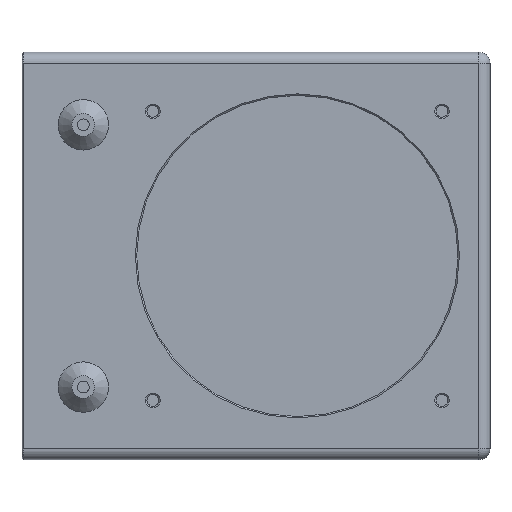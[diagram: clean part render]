
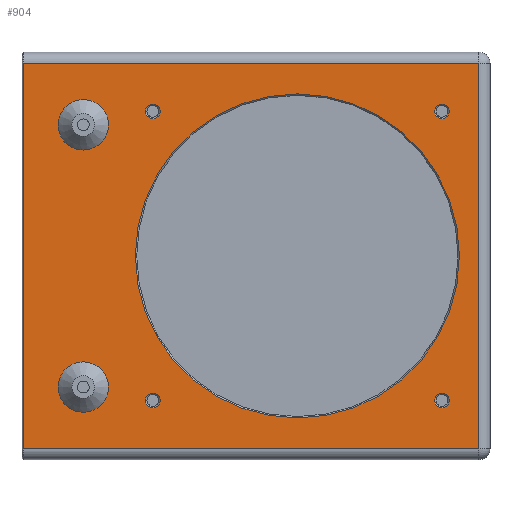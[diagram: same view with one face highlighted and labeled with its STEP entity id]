
A CAD part, top view. The second image highlights one B-rep face of the part: STEP entity #904.
In plain terms, the highlighted planar face has unit normal (0, 0, 1).
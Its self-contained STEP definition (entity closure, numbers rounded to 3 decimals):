
#23=FACE_BOUND('',#208,.T.);
#24=FACE_BOUND('',#209,.T.);
#25=FACE_BOUND('',#210,.T.);
#26=FACE_BOUND('',#211,.T.);
#27=FACE_BOUND('',#212,.T.);
#28=FACE_BOUND('',#213,.T.);
#29=FACE_BOUND('',#214,.T.);
#73=CIRCLE('',#992,2.65);
#74=CIRCLE('',#993,2.65);
#75=CIRCLE('',#994,2.65);
#76=CIRCLE('',#995,9.15);
#77=CIRCLE('',#996,9.15);
#78=CIRCLE('',#997,58.85);
#79=CIRCLE('',#998,2.65);
#144=FACE_OUTER_BOUND('',#207,.T.);
#207=EDGE_LOOP('',(#660,#661,#662,#663));
#208=EDGE_LOOP('',(#664));
#209=EDGE_LOOP('',(#665));
#210=EDGE_LOOP('',(#666));
#211=EDGE_LOOP('',(#667));
#212=EDGE_LOOP('',(#668));
#213=EDGE_LOOP('',(#669));
#214=EDGE_LOOP('',(#670));
#279=LINE('',#1412,#347);
#298=LINE('',#1467,#366);
#299=LINE('',#1471,#367);
#300=LINE('',#1472,#368);
#347=VECTOR('',#1097,10.);
#366=VECTOR('',#1154,10.);
#367=VECTOR('',#1159,10.);
#368=VECTOR('',#1160,10.);
#415=VERTEX_POINT('',#1409);
#416=VERTEX_POINT('',#1411);
#433=VERTEX_POINT('',#1466);
#434=VERTEX_POINT('',#1470);
#435=VERTEX_POINT('',#1473);
#436=VERTEX_POINT('',#1475);
#437=VERTEX_POINT('',#1477);
#438=VERTEX_POINT('',#1479);
#439=VERTEX_POINT('',#1481);
#440=VERTEX_POINT('',#1483);
#441=VERTEX_POINT('',#1485);
#490=EDGE_CURVE('',#415,#416,#279,.T.);
#518=EDGE_CURVE('',#416,#433,#298,.T.);
#520=EDGE_CURVE('',#434,#415,#299,.T.);
#521=EDGE_CURVE('',#433,#434,#300,.T.);
#522=EDGE_CURVE('',#435,#435,#73,.T.);
#523=EDGE_CURVE('',#436,#436,#74,.T.);
#524=EDGE_CURVE('',#437,#437,#75,.T.);
#525=EDGE_CURVE('',#438,#438,#76,.T.);
#526=EDGE_CURVE('',#439,#439,#77,.T.);
#527=EDGE_CURVE('',#440,#440,#78,.T.);
#528=EDGE_CURVE('',#441,#441,#79,.T.);
#660=ORIENTED_EDGE('',*,*,#490,.F.);
#661=ORIENTED_EDGE('',*,*,#520,.F.);
#662=ORIENTED_EDGE('',*,*,#521,.F.);
#663=ORIENTED_EDGE('',*,*,#518,.F.);
#664=ORIENTED_EDGE('',*,*,#522,.F.);
#665=ORIENTED_EDGE('',*,*,#523,.F.);
#666=ORIENTED_EDGE('',*,*,#524,.F.);
#667=ORIENTED_EDGE('',*,*,#525,.F.);
#668=ORIENTED_EDGE('',*,*,#526,.F.);
#669=ORIENTED_EDGE('',*,*,#527,.F.);
#670=ORIENTED_EDGE('',*,*,#528,.F.);
#875=PLANE('',#991);
#904=ADVANCED_FACE('',(#144,#23,#24,#25,#26,#27,#28,#29),#875,.T.);
#991=AXIS2_PLACEMENT_3D('',#1469,#1157,#1158);
#992=AXIS2_PLACEMENT_3D('',#1474,#1161,#1162);
#993=AXIS2_PLACEMENT_3D('',#1476,#1163,#1164);
#994=AXIS2_PLACEMENT_3D('',#1478,#1165,#1166);
#995=AXIS2_PLACEMENT_3D('',#1480,#1167,#1168);
#996=AXIS2_PLACEMENT_3D('',#1482,#1169,#1170);
#997=AXIS2_PLACEMENT_3D('',#1484,#1171,#1172);
#998=AXIS2_PLACEMENT_3D('',#1486,#1173,#1174);
#1097=DIRECTION('',(0.,1.,0.));
#1154=DIRECTION('',(1.,0.,0.));
#1157=DIRECTION('center_axis',(0.,0.,1.));
#1158=DIRECTION('ref_axis',(0.,-1.,0.));
#1159=DIRECTION('',(-1.,0.,0.));
#1160=DIRECTION('',(0.,-1.,0.));
#1161=DIRECTION('center_axis',(0.,0.,1.));
#1162=DIRECTION('ref_axis',(-1.,0.,0.));
#1163=DIRECTION('center_axis',(0.,0.,1.));
#1164=DIRECTION('ref_axis',(-1.,0.,0.));
#1165=DIRECTION('center_axis',(0.,0.,1.));
#1166=DIRECTION('ref_axis',(-1.,0.,0.));
#1167=DIRECTION('center_axis',(0.,0.,1.));
#1168=DIRECTION('ref_axis',(-1.,0.,0.));
#1169=DIRECTION('center_axis',(0.,0.,1.));
#1170=DIRECTION('ref_axis',(-1.,0.,0.));
#1171=DIRECTION('center_axis',(0.,0.,1.));
#1172=DIRECTION('ref_axis',(-1.,0.,0.));
#1173=DIRECTION('center_axis',(0.,0.,1.));
#1174=DIRECTION('ref_axis',(-1.,0.,0.));
#1409=CARTESIAN_POINT('',(98.5,-70.,29.6));
#1411=CARTESIAN_POINT('',(98.5,70.,29.6));
#1412=CARTESIAN_POINT('',(98.5,37.,29.6));
#1466=CARTESIAN_POINT('',(264.,70.,29.6));
#1467=CARTESIAN_POINT('',(98.,70.,29.6));
#1469=CARTESIAN_POINT('Origin',(98.,74.,29.6));
#1470=CARTESIAN_POINT('',(264.,-70.,29.6));
#1471=CARTESIAN_POINT('',(98.,-70.,29.6));
#1472=CARTESIAN_POINT('',(264.,37.,29.6));
#1473=CARTESIAN_POINT('',(253.175,52.5,29.6));
#1474=CARTESIAN_POINT('Origin',(250.525,52.5,29.6));
#1475=CARTESIAN_POINT('',(148.175,-52.5,29.6));
#1476=CARTESIAN_POINT('Origin',(145.525,-52.5,29.6));
#1477=CARTESIAN_POINT('',(148.175,52.5,29.6));
#1478=CARTESIAN_POINT('Origin',(145.525,52.5,29.6));
#1479=CARTESIAN_POINT('',(129.4,-47.65,29.6));
#1480=CARTESIAN_POINT('Origin',(120.25,-47.65,29.6));
#1481=CARTESIAN_POINT('',(129.4,47.6,29.6));
#1482=CARTESIAN_POINT('Origin',(120.25,47.6,29.6));
#1483=CARTESIAN_POINT('',(256.875,0.,29.6));
#1484=CARTESIAN_POINT('Origin',(198.025,0.,29.6));
#1485=CARTESIAN_POINT('',(253.175,-52.5,29.6));
#1486=CARTESIAN_POINT('Origin',(250.525,-52.5,29.6));
